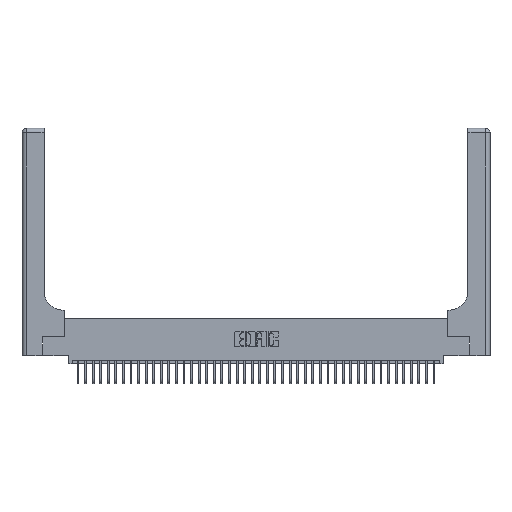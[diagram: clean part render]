
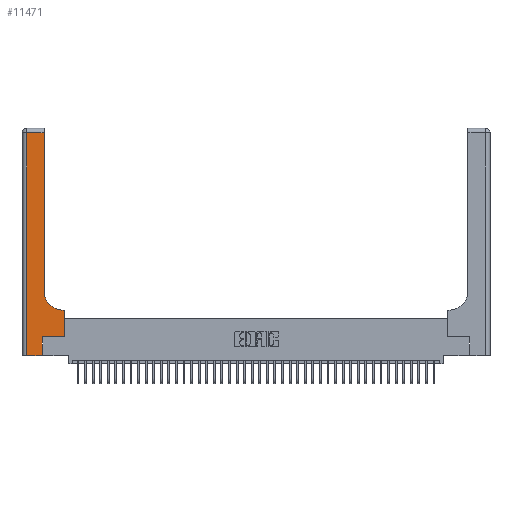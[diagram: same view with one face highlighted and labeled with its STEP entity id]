
A CAD part, top view. The second image highlights one B-rep face of the part: STEP entity #11471.
In plain terms, the highlighted planar face has unit normal (0, 0, 1).
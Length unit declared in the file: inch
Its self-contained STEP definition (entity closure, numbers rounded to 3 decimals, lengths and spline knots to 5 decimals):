
#777 = DIRECTION ( 'NONE',  ( -1., 0., 0. ) ) ;
#1429 = VERTEX_POINT ( 'NONE', #32838 ) ;
#1507 = CARTESIAN_POINT ( 'NONE',  ( 0.5585, 0.25, 0.37 ) ) ;
#1903 = VERTEX_POINT ( 'NONE', #19434 ) ;
#2287 = VERTEX_POINT ( 'NONE', #27576 ) ;
#2638 = PLANE ( 'NONE',  #17233 ) ;
#3905 = CARTESIAN_POINT ( 'NONE',  ( 0., 2.94, 0.37 ) ) ;
#4161 = VERTEX_POINT ( 'NONE', #24369 ) ;
#4660 = DIRECTION ( 'NONE',  ( 0., 1., 0. ) ) ;
#5149 = CARTESIAN_POINT ( 'NONE',  ( 0.5585, 0.25, 0.37 ) ) ;
#5182 = AXIS2_PLACEMENT_3D ( 'NONE', #8148, #30154, #11293 ) ;
#5606 = VECTOR ( 'NONE', #25720, 39.37008 ) ;
#6266 = CIRCLE ( 'NONE', #5182, 0.25 ) ;
#6961 = DIRECTION ( 'NONE',  ( 1., 0., 0. ) ) ;
#7587 = LINE ( 'NONE', #38209, #5606 ) ;
#8148 = CARTESIAN_POINT ( 'NONE',  ( 0.5415, 0.85, 0.37 ) ) ;
#8548 = EDGE_CURVE ( 'NONE', #38197, #4161, #7587, .T. ) ;
#10174 = EDGE_CURVE ( 'NONE', #1429, #2287, #39902, .T. ) ;
#10792 = VECTOR ( 'NONE', #4660, 39.37008 ) ;
#11293 = DIRECTION ( 'NONE',  ( 1., 0., 0. ) ) ;
#11471 = ADVANCED_FACE ( 'NONE', ( #23615 ), #2638, .F. ) ;
#12899 = CARTESIAN_POINT ( 'NONE',  ( 0.5415, 0.6, 0.37 ) ) ;
#15767 = EDGE_CURVE ( 'NONE', #33209, #38197, #19712, .T. ) ;
#16025 = ORIENTED_EDGE ( 'NONE', *, *, #28787, .T. ) ;
#16961 = EDGE_LOOP ( 'NONE', ( #25322, #37830, #16025, #39389, #30360, #24841, #36409, #30502, #20132 ) ) ;
#17233 = AXIS2_PLACEMENT_3D ( 'NONE', #37284, #40435, #21604 ) ;
#19434 = CARTESIAN_POINT ( 'NONE',  ( 0.06, 2.94, 0.37 ) ) ;
#19712 = LINE ( 'NONE', #20525, #35470 ) ;
#20132 = ORIENTED_EDGE ( 'NONE', *, *, #28774, .T. ) ;
#20376 = VERTEX_POINT ( 'NONE', #12899 ) ;
#20525 = CARTESIAN_POINT ( 'NONE',  ( 0., 0., 0.37 ) ) ;
#21049 = EDGE_CURVE ( 'NONE', #2287, #1903, #32144, .T. ) ;
#21133 = CARTESIAN_POINT ( 'NONE',  ( 0.2915, 3., 0.37 ) ) ;
#21233 = VECTOR ( 'NONE', #6961, 39.37008 ) ;
#21604 = DIRECTION ( 'NONE',  ( -1., 0., 0. ) ) ;
#22217 = LINE ( 'NONE', #25824, #21233 ) ;
#22875 = DIRECTION ( 'NONE',  ( -1., 0., 0. ) ) ;
#23161 = EDGE_CURVE ( 'NONE', #4161, #25889, #22217, .T. ) ;
#23615 = FACE_OUTER_BOUND ( 'NONE', #16961, .T. ) ;
#23699 = DIRECTION ( 'NONE',  ( 1., 0., 0. ) ) ;
#24369 = CARTESIAN_POINT ( 'NONE',  ( 0.269, 0.25, 0.37 ) ) ;
#24784 = VECTOR ( 'NONE', #22875, 39.37008 ) ;
#24841 = ORIENTED_EDGE ( 'NONE', *, *, #23161, .T. ) ;
#25202 = CARTESIAN_POINT ( 'NONE',  ( 0.06, 0., 0.37 ) ) ;
#25322 = ORIENTED_EDGE ( 'NONE', *, *, #10174, .T. ) ;
#25720 = DIRECTION ( 'NONE',  ( 0., 1., 0. ) ) ;
#25824 = CARTESIAN_POINT ( 'NONE',  ( 0.269, 0.25, 0.37 ) ) ;
#25889 = VERTEX_POINT ( 'NONE', #5149 ) ;
#26997 = DIRECTION ( 'NONE',  ( 0., -1., 0. ) ) ;
#27576 = CARTESIAN_POINT ( 'NONE',  ( 0.2915, 2.94, 0.37 ) ) ;
#28774 = EDGE_CURVE ( 'NONE', #20376, #1429, #6266, .T. ) ;
#28787 = EDGE_CURVE ( 'NONE', #1903, #33209, #30382, .T. ) ;
#30154 = DIRECTION ( 'NONE',  ( 0., 0., -1. ) ) ;
#30360 = ORIENTED_EDGE ( 'NONE', *, *, #8548, .T. ) ;
#30382 = LINE ( 'NONE', #36481, #39709 ) ;
#30502 = ORIENTED_EDGE ( 'NONE', *, *, #39206, .T. ) ;
#32144 = LINE ( 'NONE', #3905, #24784 ) ;
#32727 = CARTESIAN_POINT ( 'NONE',  ( 0.5585, 0.6, 0.37 ) ) ;
#32838 = CARTESIAN_POINT ( 'NONE',  ( 0.2915, 0.85, 0.37 ) ) ;
#33209 = VERTEX_POINT ( 'NONE', #25202 ) ;
#33482 = EDGE_CURVE ( 'NONE', #25889, #37326, #35902, .T. ) ;
#33530 = DIRECTION ( 'NONE',  ( 0., 1., 0. ) ) ;
#34534 = VECTOR ( 'NONE', #777, 39.37008 ) ;
#35470 = VECTOR ( 'NONE', #23699, 39.37008 ) ;
#35902 = LINE ( 'NONE', #1507, #10792 ) ;
#36409 = ORIENTED_EDGE ( 'NONE', *, *, #33482, .T. ) ;
#36481 = CARTESIAN_POINT ( 'NONE',  ( 0.06, 3., 0.37 ) ) ;
#36510 = LINE ( 'NONE', #38447, #34534 ) ;
#36888 = CARTESIAN_POINT ( 'NONE',  ( 0.269, 0., 0.37 ) ) ;
#37284 = CARTESIAN_POINT ( 'NONE',  ( 0., 3., 0.37 ) ) ;
#37326 = VERTEX_POINT ( 'NONE', #32727 ) ;
#37830 = ORIENTED_EDGE ( 'NONE', *, *, #21049, .T. ) ;
#38197 = VERTEX_POINT ( 'NONE', #36888 ) ;
#38209 = CARTESIAN_POINT ( 'NONE',  ( 0.269, 0., 0.37 ) ) ;
#38447 = CARTESIAN_POINT ( 'NONE',  ( 0.2915, 0.6, 0.37 ) ) ;
#38923 = VECTOR ( 'NONE', #33530, 39.37008 ) ;
#39206 = EDGE_CURVE ( 'NONE', #37326, #20376, #36510, .T. ) ;
#39389 = ORIENTED_EDGE ( 'NONE', *, *, #15767, .T. ) ;
#39709 = VECTOR ( 'NONE', #26997, 39.37008 ) ;
#39902 = LINE ( 'NONE', #21133, #38923 ) ;
#40435 = DIRECTION ( 'NONE',  ( 0., 0., -1. ) ) ;
